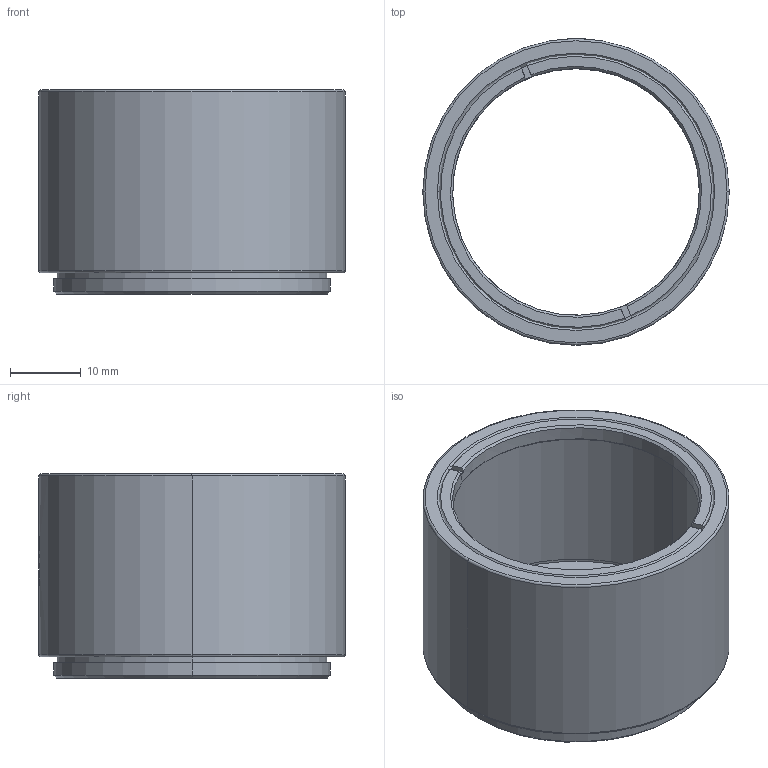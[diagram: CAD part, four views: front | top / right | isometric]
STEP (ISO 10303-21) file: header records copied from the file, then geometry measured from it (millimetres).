
FILE_DESCRIPTION (( 'STEP AP203' ), '1' );
FILE_NAME ('CSSM1.5-25A.STEP', '2025-08-29T05:33:42', ( '' ), ( '' ), 'SwSTEP 2.0', 'SolidWorks 2020', '' );
FILE_SCHEMA (( 'CONFIG_CONTROL_DESIGN' ));
Length unit declared in the file: millimetre
Products named in the file (1): CSSM1.5-25A
Bounding box: 43.2 x 43.2 x 28.8 mm (x, y, z)
Volume: 9424.3 mm3; surface area: 9445.9 mm2
Topology: 2 solids, 2 shells, 382 faces, 1041 edges, 688 vertices
Faces by surface type: bspline 259, plane 65, cylinder 38, cone 12, torus 8
Entity records: 22056 total; most frequent: CARTESIAN_POINT 14619, ORIENTED_EDGE 2082, EDGE_CURVE 1041, B_SPLINE_CURVE_WITH_KNOTS 819, VERTEX_POINT 688, DIRECTION 570, EDGE_LOOP 411, FACE_OUTER_BOUND 382
